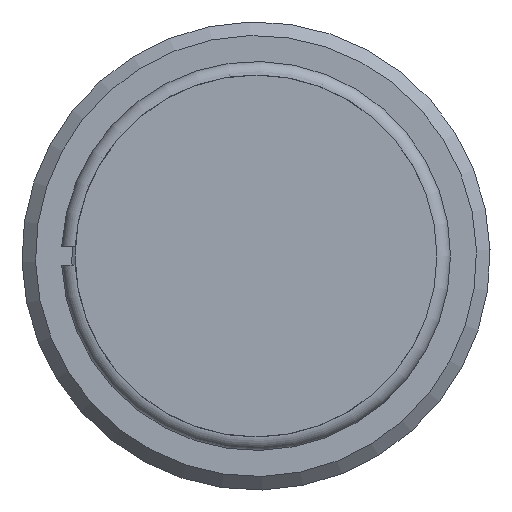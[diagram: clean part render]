
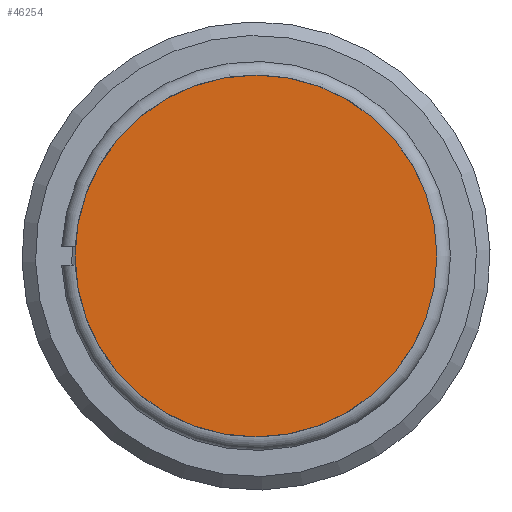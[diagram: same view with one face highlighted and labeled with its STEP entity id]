
A CAD part, left-side view. The second image highlights one B-rep face of the part: STEP entity #46254.
In plain terms, the highlighted planar face has unit normal (-1, 0, 0).
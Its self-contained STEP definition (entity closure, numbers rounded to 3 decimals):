
#46234=CARTESIAN_POINT('',(0.,4.0,0.0));
#46235=VERTEX_POINT('',#46234);
#46236=CARTESIAN_POINT('',(0.0,0.0,0.0));
#46237=DIRECTION('',(1.0,0.0,0.0));
#46238=DIRECTION('',(0.0,1.0,0.0));
#46239=AXIS2_PLACEMENT_3D('',#46236,#46237,#46238);
#46240=CIRCLE('',#46239,4.0);
#46241=EDGE_CURVE('',#46235,#46235,#46240,.T.);
#46246=CARTESIAN_POINT('',(0.,3.5,0.0));
#46247=DIRECTION('',(-1.0,0.0,0.0));
#46248=DIRECTION('',(0.0,0.0,1.0));
#46249=AXIS2_PLACEMENT_3D('',#46246,#46247,#46248);
#46250=PLANE('',#46249);
#46251=ORIENTED_EDGE('',*,*,#46241,.F.);
#46252=EDGE_LOOP('',(#46251));
#46253=FACE_OUTER_BOUND('',#46252,.T.);
#46254=ADVANCED_FACE('',(#46253),#46250,.T.);
